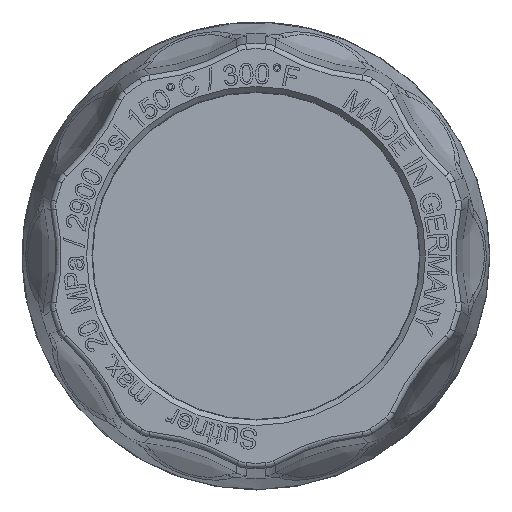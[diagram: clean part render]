
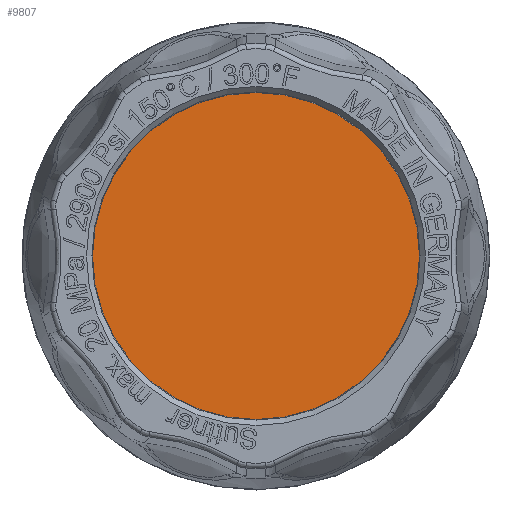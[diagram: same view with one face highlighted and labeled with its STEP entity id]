
A CAD part, front view. The second image highlights one B-rep face of the part: STEP entity #9807.
In plain terms, the highlighted face is planar.
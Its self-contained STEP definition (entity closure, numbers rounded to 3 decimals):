
#1206=PLANE('',#10173);
#5044=ORIENTED_EDGE('',*,*,#6602,.F.);
#6602=EDGE_CURVE('',#7577,#7577,#7736,.F.);
#7577=VERTEX_POINT('',#29830);
#7736=CIRCLE('',#10174,15.439);
#8432=EDGE_LOOP('',(#5044));
#9150=FACE_BOUND('',#8432,.T.);
#9807=ADVANCED_FACE('',(#9150),#1206,.T.);
#10173=AXIS2_PLACEMENT_3D('',#29828,#11189,#11190);
#10174=AXIS2_PLACEMENT_3D('',#29829,#11191,#11192);
#11189=DIRECTION('',(-1.,0.,0.));
#11190=DIRECTION('',(0.,0.,1.));
#11191=DIRECTION('',(-1.,0.,0.));
#11192=DIRECTION('',(0.,0.,1.));
#29828=CARTESIAN_POINT('',(4.,0.,15.439));
#29829=CARTESIAN_POINT('',(4.,0.,0.));
#29830=CARTESIAN_POINT('',(4.,0.,15.439));
